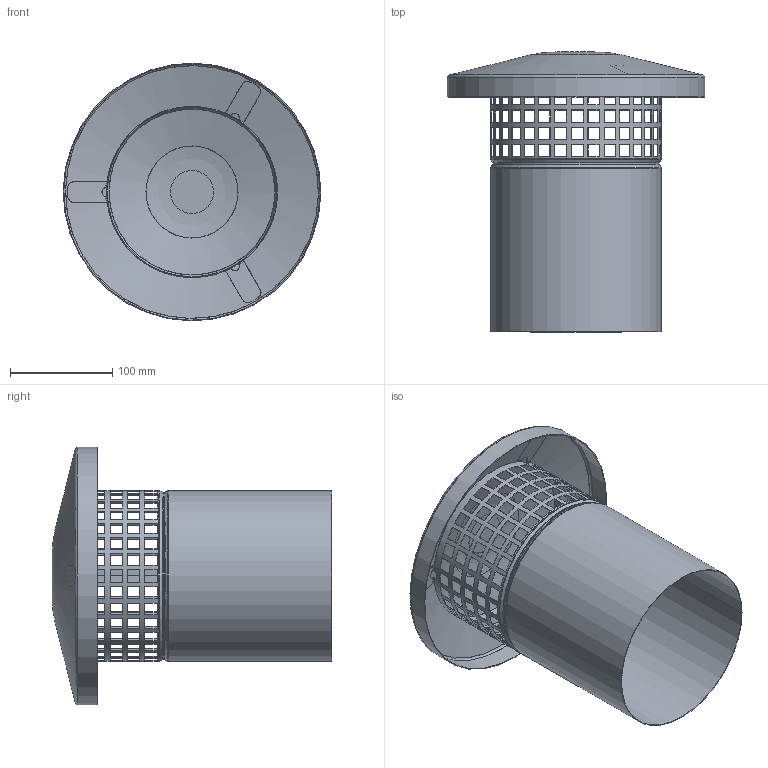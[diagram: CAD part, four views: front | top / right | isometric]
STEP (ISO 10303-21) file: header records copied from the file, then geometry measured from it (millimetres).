
FILE_DESCRIPTION(/* description */ ('Takhatt'),/* implementation_level */ '2;1');
FILE_NAME(/* name */ 'ND10005.stp',/* time_stamp */ '2016-11-28T12:23:22+01:00',/* author */ ('CAD'),/* organization */ (''),/* preprocessor_version */ 'ST-DEVELOPER v16.5',/* originating_system */ 'Autodesk Inventor 2017',/* authorisation */ '');
FILE_SCHEMA (('AUTOMOTIVE_DESIGN { 1 0 10303 214 3 1 1 }'));
Length unit declared in the file: millimetre
Products named in the file (3): HTHR-04; HTHR-AB-03; HTH-BA-02
Assembly tree (2 placements, depth 2):
  HTHR-04
    HTHR-AB-03
    HTH-BA-02
Bounding box: 251.97 x 273.7 x 251.97 mm (x, y, z)
Volume: 109650 mm3; surface area: 371572.8 mm2
Topology: 2 solids, 2 shells, 771 faces, 2223 edges, 1451 vertices
Faces by surface type: plane 670, bspline 44, torus 22, cylinder 20, cone 15
Full cylindrical faces by diameter (mm): 250.8 x1, 252 x1
Entity records: 27707 total; most frequent: CARTESIAN_POINT 5580, ORIENTED_EDGE 4432, DIRECTION 4372, EDGE_CURVE 2216, AXIS2_PLACEMENT_3D 1498, VERTEX_POINT 1450, LINE 1376, VECTOR 1376
